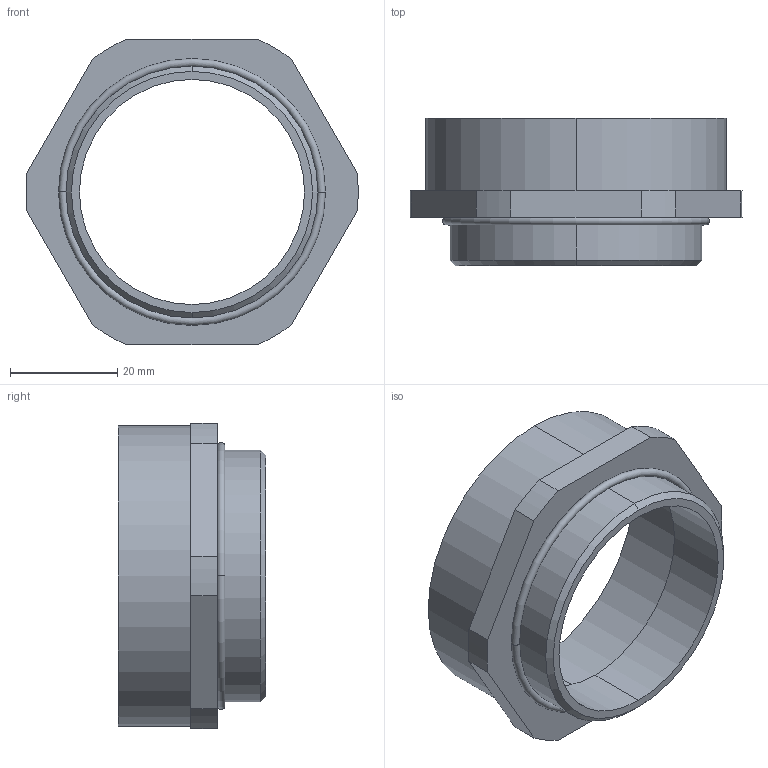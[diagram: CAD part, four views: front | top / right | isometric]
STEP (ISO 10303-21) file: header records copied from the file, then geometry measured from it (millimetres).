
FILE_DESCRIPTION (( 'STEP AP203' ), '1' );
FILE_NAME ('WNSC-PG36PG42.STP', '2017-10-13T00:56:54', ( '微软用户' ), ( '微软中国' ), 'SwSTEP 2.0', 'SolidWorks 2012', '' );
FILE_SCHEMA (( 'CONFIG_CONTROL_DESIGN' ));
Length unit declared in the file: millimetre
Products named in the file (1): WNSC-PG36PG42
Bounding box: 61.95 x 27.5 x 57 mm (x, y, z)
Volume: 12474.1 mm3; surface area: 11753.1 mm2
Topology: 1 solids, 2 shells, 34 faces, 82 edges, 54 vertices
Faces by surface type: cylinder 16, plane 12, torus 4, cone 2
Entity records: 1099 total; most frequent: DIRECTION 198, CARTESIAN_POINT 171, ORIENTED_EDGE 164, EDGE_CURVE 82, AXIS2_PLACEMENT_3D 81, VERTEX_POINT 54, CIRCLE 46, EDGE_LOOP 40
